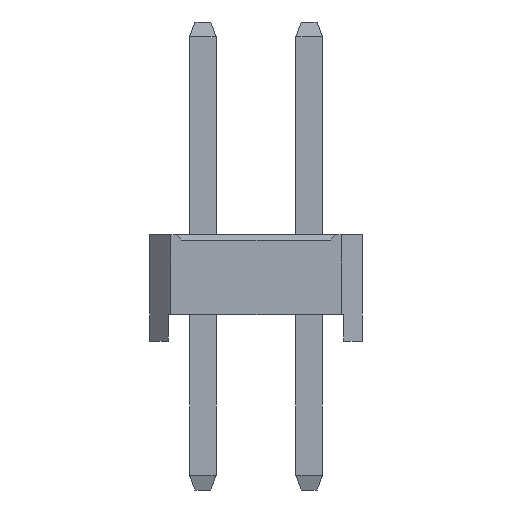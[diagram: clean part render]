
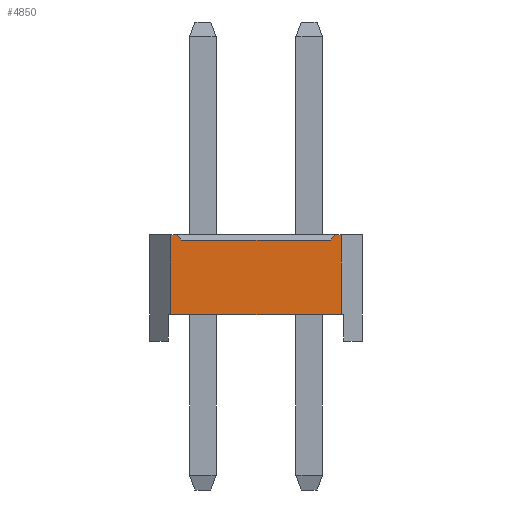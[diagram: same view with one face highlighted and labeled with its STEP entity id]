
A CAD part, left-side view. The second image highlights one B-rep face of the part: STEP entity #4850.
In plain terms, the highlighted planar face has unit normal (-1, 0, 0).
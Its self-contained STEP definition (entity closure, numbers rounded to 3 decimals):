
#4850=ADVANCED_FACE('',(#19476),#19478,.T.);
#19476=FACE_BOUND('',#19477,.T.);
#19477=EDGE_LOOP('',(#30911,#30912,#30913,#30914,#30915,#30916,#30917,#30918));
#19478=PLANE('',#19479);
#19479=AXIS2_PLACEMENT_3D('',#19480,#19481,#19482);
#19480=CARTESIAN_POINT('',(-1.,2.6,0.));
#19481=DIRECTION('',(-1.,0.,0.));
#19482=DIRECTION('',(0.,-1.,0.));
#30911=ORIENTED_EDGE('',*,*,#37970,.F.);
#30912=ORIENTED_EDGE('',*,*,#37971,.T.);
#30913=ORIENTED_EDGE('',*,*,#37972,.F.);
#30914=ORIENTED_EDGE('',*,*,#36391,.F.);
#30915=ORIENTED_EDGE('',*,*,#37973,.F.);
#30916=ORIENTED_EDGE('',*,*,#35812,.T.);
#30917=ORIENTED_EDGE('',*,*,#37969,.T.);
#30918=ORIENTED_EDGE('',*,*,#36395,.F.);
#35812=EDGE_CURVE('',#39877,#39875,#39878,.T.);
#36391=EDGE_CURVE('',#41033,#41035,#41036,.T.);
#36395=EDGE_CURVE('',#41041,#41043,#41044,.T.);
#37969=EDGE_CURVE('',#39875,#41043,#43658,.T.);
#37970=EDGE_CURVE('',#43659,#41041,#43660,.F.);
#37971=EDGE_CURVE('',#43659,#43661,#43662,.T.);
#37972=EDGE_CURVE('',#41035,#43661,#43663,.F.);
#37973=EDGE_CURVE('',#39877,#41033,#43664,.T.);
#39875=VERTEX_POINT('',#46466);
#39877=VERTEX_POINT('',#46470);
#39878=LINE('',#46471,#46472);
#41033=VERTEX_POINT('',#48782);
#41035=VERTEX_POINT('',#48786);
#41036=LINE('',#48787,#48788);
#41041=VERTEX_POINT('',#48798);
#41043=VERTEX_POINT('',#48802);
#41044=LINE('',#48803,#48804);
#43658=LINE('',#54565,#54566);
#43659=VERTEX_POINT('',#54568);
#43660=LINE('',#54569,#54570);
#43661=VERTEX_POINT('',#54572);
#43662=LINE('',#54573,#54574);
#43663=LINE('',#54576,#54577);
#43664=LINE('',#54579,#54580);
#46466=CARTESIAN_POINT('',(-1.,-0.6,0.5));
#46470=CARTESIAN_POINT('',(-1.,2.6,0.5));
#46471=CARTESIAN_POINT('',(-1.,2.6,0.5));
#46472=VECTOR('',#46473,1.);
#46473=DIRECTION('',(0.,-1.,0.));
#48782=CARTESIAN_POINT('',(-1.,2.6,2.));
#48786=CARTESIAN_POINT('',(-1.,2.5,2.));
#48787=CARTESIAN_POINT('',(-1.,2.6,2.));
#48788=VECTOR('',#48789,1.);
#48789=DIRECTION('',(0.,-1.,0.));
#48798=CARTESIAN_POINT('',(-1.,-0.5,2.));
#48802=CARTESIAN_POINT('',(-1.,-0.6,2.));
#48803=CARTESIAN_POINT('',(-1.,-0.5,2.));
#48804=VECTOR('',#48805,1.);
#48805=DIRECTION('',(0.,-1.,0.));
#54565=CARTESIAN_POINT('',(-1.,-0.6,0.5));
#54566=VECTOR('',#54567,1.);
#54567=DIRECTION('',(0.,0.,1.));
#54568=CARTESIAN_POINT('',(-1.,-0.4,1.9));
#54569=CARTESIAN_POINT('',(-1.,-0.5,2.));
#54570=VECTOR('',#54571,1.);
#54571=DIRECTION('',(0.,0.707,-0.707));
#54572=CARTESIAN_POINT('',(-1.,2.4,1.9));
#54573=CARTESIAN_POINT('',(-1.,-0.4,1.9));
#54574=VECTOR('',#54575,1.);
#54575=DIRECTION('',(0.,1.,0.));
#54576=CARTESIAN_POINT('',(-1.,2.4,1.9));
#54577=VECTOR('',#54578,1.);
#54578=DIRECTION('',(0.,0.707,0.707));
#54579=CARTESIAN_POINT('',(-1.,2.6,0.5));
#54580=VECTOR('',#54581,1.);
#54581=DIRECTION('',(0.,0.,1.));
